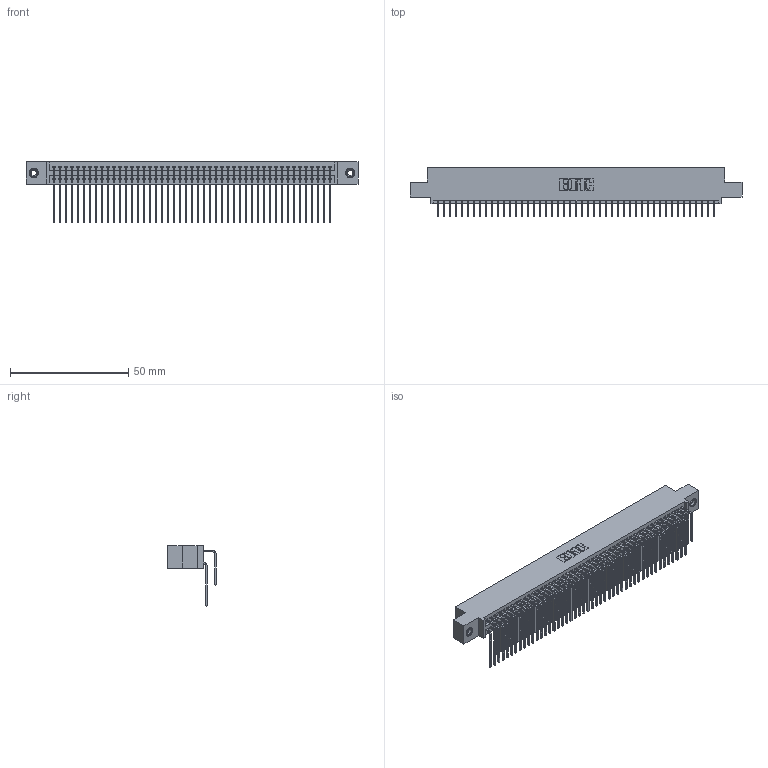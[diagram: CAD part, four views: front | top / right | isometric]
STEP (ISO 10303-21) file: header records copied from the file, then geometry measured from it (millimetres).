
FILE_DESCRIPTION (( 'STEP AP203' ), '1' );
FILE_NAME ('345-094-559-508.STEP', '2019-11-02T06:06:33', ( '' ), ( '' ), 'SwSTEP 2.0', 'SolidWorks 2016', '' );
FILE_SCHEMA (( 'CONFIG_CONTROL_DESIGN' ));
Length unit declared in the file: inch
Products named in the file (5): 345-292-001_558 559 Tail - 1; 345 Part_0.110 Offset - 0.156 Dia-TI; 345-292-001_559 Tail - 2; 345-094-559-508; 345-250-001_345-250-003-102
Assembly tree (97 placements, depth 2):
  345-094-559-508
    345 Part_0.110 Offset - 0.156 Dia-TI
    345-292-001_558 559 Tail - 1  x47
    345-292-001_559 Tail - 2  x47
    345-250-001_345-250-003-102  x2
Bounding box: 140.59 x 20.56 x 25.53 mm (x, y, z)
Volume: 14165.7 mm3; surface area: 23692.4 mm2
Topology: 97 solids, 97 shells, 5078 faces, 15059 edges, 9906 vertices
Faces by surface type: plane 3406, cylinder 1656, cone 12, torus 4
Entity records: 39174 total; most frequent: CARTESIAN_POINT 6590, ORIENTED_EDGE 6466, DIRECTION 5803, EDGE_CURVE 3233, LINE 2853, VECTOR 2853, VERTEX_POINT 2148, AXIS2_PLACEMENT_3D 1475
